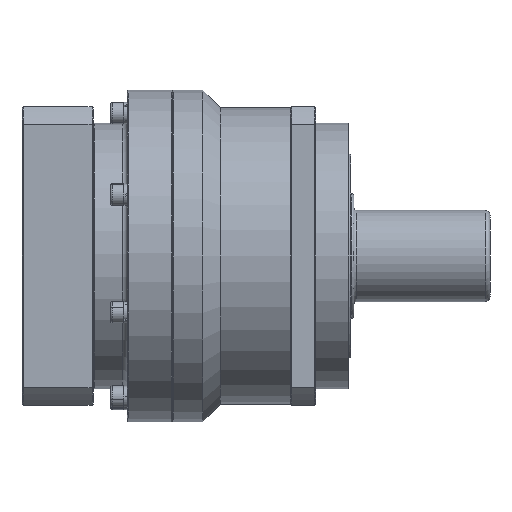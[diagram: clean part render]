
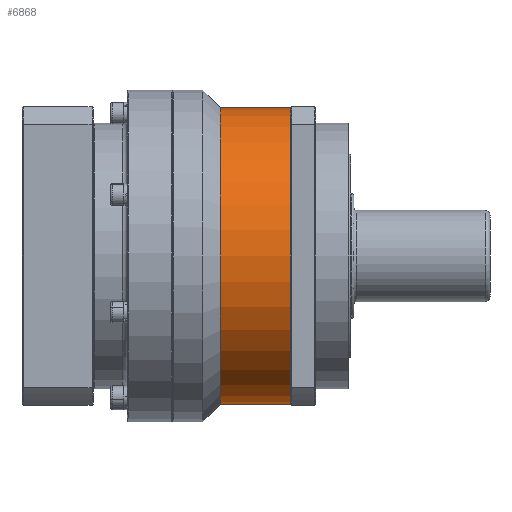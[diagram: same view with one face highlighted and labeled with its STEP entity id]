
A CAD part, front view. The second image highlights one B-rep face of the part: STEP entity #6868.
In plain terms, the highlighted cylindrical face has radius 89.5 mm (diameter 179 mm), a partial arc.
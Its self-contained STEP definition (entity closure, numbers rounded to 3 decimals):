
#43 = DIRECTION ( 'NONE',  ( -1., 0., 0. ) ) ;
#1492 = VECTOR ( 'NONE', #16678, 1000. ) ;
#1748 = DIRECTION ( 'NONE',  ( -1., 0., 0. ) ) ;
#1904 = AXIS2_PLACEMENT_3D ( 'NONE', #9693, #1748, #11007 ) ;
#2074 = CARTESIAN_POINT ( 'NONE',  ( 71.5, 0., -89.5 ) ) ;
#2496 = ORIENTED_EDGE ( 'NONE', *, *, #6746, .T. ) ;
#2755 = CARTESIAN_POINT ( 'NONE',  ( 29., 0., 0. ) ) ;
#2836 = AXIS2_PLACEMENT_3D ( 'NONE', #2755, #11999, #4083 ) ;
#3829 = EDGE_CURVE ( 'NONE', #16266, #5004, #7872, .T. ) ;
#3973 = EDGE_CURVE ( 'NONE', #8157, #16266, #12545, .T. ) ;
#4083 = DIRECTION ( 'NONE',  ( 0., 0., 1. ) ) ;
#4746 = AXIS2_PLACEMENT_3D ( 'NONE', #14874, #16222, #6966 ) ;
#5004 = VERTEX_POINT ( 'NONE', #6111 ) ;
#5343 = CARTESIAN_POINT ( 'NONE',  ( 0., 0., 89.5 ) ) ;
#5379 = CARTESIAN_POINT ( 'NONE',  ( 71.5, 0., 0. ) ) ;
#6020 = CYLINDRICAL_SURFACE ( 'NONE', #4746, 89.5 ) ;
#6111 = CARTESIAN_POINT ( 'NONE',  ( 71.5, 0., 89.5 ) ) ;
#6445 = FACE_OUTER_BOUND ( 'NONE', #10400, .T. ) ;
#6719 = DIRECTION ( 'NONE',  ( 0., 0., 1. ) ) ;
#6746 = EDGE_CURVE ( 'NONE', #5004, #9984, #15137, .T. ) ;
#6868 = ADVANCED_FACE ( 'NONE', ( #6445 ), #6020, .T. ) ;
#6966 = DIRECTION ( 'NONE',  ( 0., 0., 1. ) ) ;
#7115 = ORIENTED_EDGE ( 'NONE', *, *, #9252, .F. ) ;
#7168 = CARTESIAN_POINT ( 'NONE',  ( 29., 0., 89.5 ) ) ;
#7176 = ORIENTED_EDGE ( 'NONE', *, *, #3973, .T. ) ;
#7680 = VECTOR ( 'NONE', #43, 1000. ) ;
#7872 = CIRCLE ( 'NONE', #1904, 89.5 ) ;
#8157 = VERTEX_POINT ( 'NONE', #2074 ) ;
#8561 = LINE ( 'NONE', #11349, #1492 ) ;
#9252 = EDGE_CURVE ( 'NONE', #8157, #11692, #8561, .T. ) ;
#9304 = CARTESIAN_POINT ( 'NONE',  ( 71.5, -89.5, 0. ) ) ;
#9693 = CARTESIAN_POINT ( 'NONE',  ( 71.5, 0., 0. ) ) ;
#9984 = VERTEX_POINT ( 'NONE', #7168 ) ;
#10400 = EDGE_LOOP ( 'NONE', ( #7115, #7176, #16963, #2496, #15697 ) ) ;
#11007 = DIRECTION ( 'NONE',  ( 0., 0., 1. ) ) ;
#11349 = CARTESIAN_POINT ( 'NONE',  ( 0., 0., -89.5 ) ) ;
#11680 = AXIS2_PLACEMENT_3D ( 'NONE', #5379, #14638, #6719 ) ;
#11692 = VERTEX_POINT ( 'NONE', #14800 ) ;
#11999 = DIRECTION ( 'NONE',  ( -1., 0., 0. ) ) ;
#12545 = CIRCLE ( 'NONE', #11680, 89.5 ) ;
#12728 = EDGE_CURVE ( 'NONE', #11692, #9984, #15073, .T. ) ;
#14638 = DIRECTION ( 'NONE',  ( -1., 0., 0. ) ) ;
#14800 = CARTESIAN_POINT ( 'NONE',  ( 29., 0., -89.5 ) ) ;
#14874 = CARTESIAN_POINT ( 'NONE',  ( 0., 0., 0. ) ) ;
#15073 = CIRCLE ( 'NONE', #2836, 89.5 ) ;
#15137 = LINE ( 'NONE', #5343, #7680 ) ;
#15697 = ORIENTED_EDGE ( 'NONE', *, *, #12728, .F. ) ;
#16222 = DIRECTION ( 'NONE',  ( -1., 0., 0. ) ) ;
#16266 = VERTEX_POINT ( 'NONE', #9304 ) ;
#16678 = DIRECTION ( 'NONE',  ( -1., 0., 0. ) ) ;
#16963 = ORIENTED_EDGE ( 'NONE', *, *, #3829, .T. ) ;
